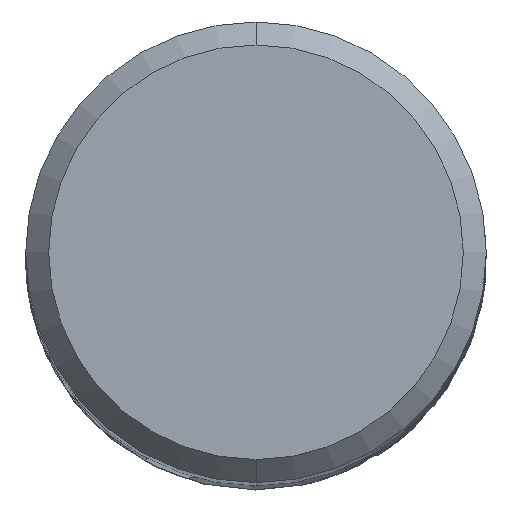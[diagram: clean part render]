
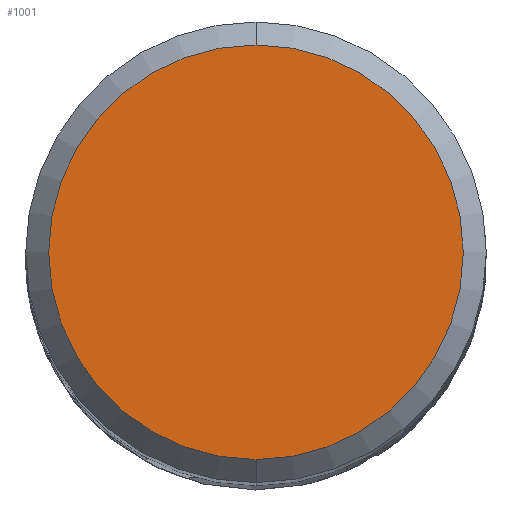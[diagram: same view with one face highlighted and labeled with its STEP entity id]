
A CAD part, top view. The second image highlights one B-rep face of the part: STEP entity #1001.
In plain terms, the highlighted planar face has unit normal (0, 0, 1).
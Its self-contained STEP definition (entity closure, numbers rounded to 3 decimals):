
#715=VERTEX_POINT('',#1844);
#747=VERTEX_POINT('',#1881);
#833=EDGE_CURVE('',#747,#715,#1972,.T.);
#867=EDGE_CURVE('',#715,#747,#2009,.T.);
#1001=ADVANCED_FACE('',(#2157),#2158,.T.);
#1844=CARTESIAN_POINT('',(0.,-5.4,0.0));
#1881=CARTESIAN_POINT('',(0.0,5.4,0.0));
#1972=CIRCLE('',#6324,5.4);
#2009=CIRCLE('',#7188,5.4);
#2157=FACE_OUTER_BOUND('',#9046,.T.);
#2158=PLANE('',#9047);
#6324=AXIS2_PLACEMENT_3D('',#13853,#13854,#13855);
#7188=AXIS2_PLACEMENT_3D('',#13892,#13893,#13894);
#9046=EDGE_LOOP('',(#14031,#14032));
#9047=AXIS2_PLACEMENT_3D('',#14033,#14034,#14035);
#13853=CARTESIAN_POINT('',(0.0,0.0,0.0));
#13854=DIRECTION('',(0.0,0.0,-1.0));
#13855=DIRECTION('',(0.0,1.0,0.0));
#13892=CARTESIAN_POINT('',(0.0,0.0,0.0));
#13893=DIRECTION('',(0.0,0.0,-1.0));
#13894=DIRECTION('',(0.0,1.0,0.0));
#14031=ORIENTED_EDGE('',*,*,#833,.F.);
#14032=ORIENTED_EDGE('',*,*,#867,.F.);
#14033=CARTESIAN_POINT('',(0.0,2.7,0.0));
#14034=DIRECTION('',(-0.0,0.0,1.0));
#14035=DIRECTION('',(0.0,-1.0,0.0));
